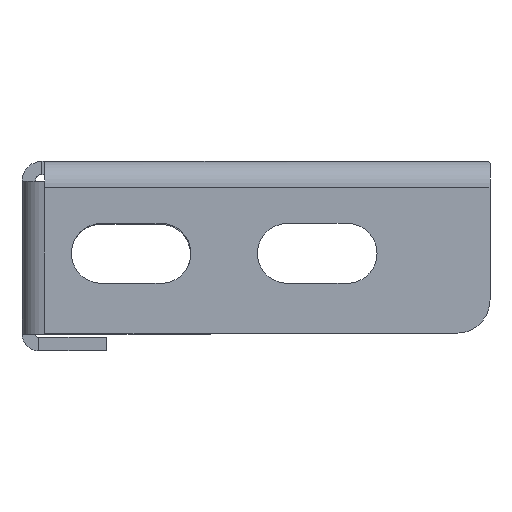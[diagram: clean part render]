
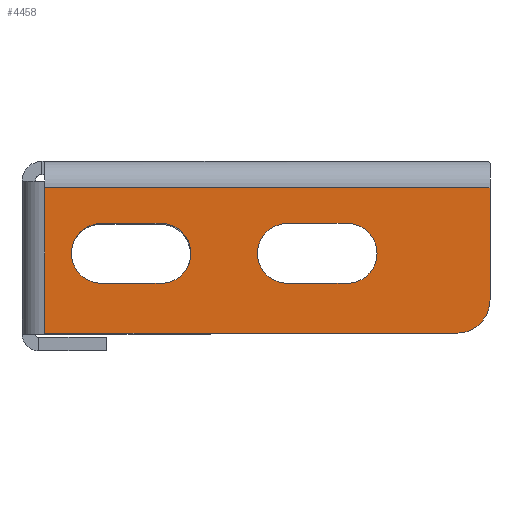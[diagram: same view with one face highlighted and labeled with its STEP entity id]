
A CAD part, left-side view. The second image highlights one B-rep face of the part: STEP entity #4458.
In plain terms, the highlighted planar face has unit normal (-1, 0, 0).
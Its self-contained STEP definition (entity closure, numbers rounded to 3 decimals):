
#1516=DIRECTION('',(0.,1.,0.));
#1517=VECTOR('',#1516,67.);
#1518=CARTESIAN_POINT('',(22.,0.,-2.));
#1519=LINE('',#1518,#1517);
#1535=DIRECTION('',(0.,0.,1.));
#1536=VECTOR('',#1535,16.858);
#1537=CARTESIAN_POINT('',(22.,0.,-18.858));
#1538=LINE('',#1537,#1536);
#1539=CARTESIAN_POINT('',(22.,5.,-18.858));
#1540=DIRECTION('',(-1.,0.,0.));
#1541=DIRECTION('',(0.,0.,-1.));
#1542=AXIS2_PLACEMENT_3D('',#1539,#1540,#1541);
#1544=DIRECTION('',(0.,-1.,0.));
#1545=VECTOR('',#1544,62.);
#1546=CARTESIAN_POINT('',(22.,67.,-23.858));
#1547=LINE('',#1546,#1545);
#1548=DIRECTION('',(0.,0.,-1.));
#1549=VECTOR('',#1548,21.858);
#1550=CARTESIAN_POINT('',(22.,67.,-2.));
#1551=LINE('',#1550,#1549);
#1552=DIRECTION('',(0.,1.,0.));
#1553=VECTOR('',#1552,9.);
#1554=CARTESIAN_POINT('',(22.,49.5,-16.358));
#1555=LINE('',#1554,#1553);
#1556=CARTESIAN_POINT('',(22.,49.5,-11.858));
#1557=DIRECTION('',(1.,0.,0.));
#1558=DIRECTION('',(0.,0.,1.));
#1559=AXIS2_PLACEMENT_3D('',#1556,#1557,#1558);
#1561=DIRECTION('',(0.,-1.,0.));
#1562=VECTOR('',#1561,9.);
#1563=CARTESIAN_POINT('',(22.,58.5,-7.358));
#1564=LINE('',#1563,#1562);
#1565=CARTESIAN_POINT('',(22.,58.5,-11.858));
#1566=DIRECTION('',(1.,0.,0.));
#1567=DIRECTION('',(0.,0.,-1.));
#1568=AXIS2_PLACEMENT_3D('',#1565,#1566,#1567);
#1570=DIRECTION('',(0.,1.,0.));
#1571=VECTOR('',#1570,9.);
#1572=CARTESIAN_POINT('',(22.,21.5,-16.358));
#1573=LINE('',#1572,#1571);
#1574=CARTESIAN_POINT('',(22.,21.5,-11.858));
#1575=DIRECTION('',(1.,0.,0.));
#1576=DIRECTION('',(0.,0.,1.));
#1577=AXIS2_PLACEMENT_3D('',#1574,#1575,#1576);
#1579=DIRECTION('',(0.,-1.,0.));
#1580=VECTOR('',#1579,9.);
#1581=CARTESIAN_POINT('',(22.,30.5,-7.358));
#1582=LINE('',#1581,#1580);
#1583=CARTESIAN_POINT('',(22.,30.5,-11.858));
#1584=DIRECTION('',(1.,0.,0.));
#1585=DIRECTION('',(0.,0.,-1.));
#1586=AXIS2_PLACEMENT_3D('',#1583,#1584,#1585);
#2451=CARTESIAN_POINT('',(22.,67.,-23.858));
#2452=CARTESIAN_POINT('',(22.,5.,-23.858));
#2453=VERTEX_POINT('',#2451);
#2454=VERTEX_POINT('',#2452);
#2455=CARTESIAN_POINT('',(22.,0.,-18.858));
#2456=VERTEX_POINT('',#2455);
#2529=CARTESIAN_POINT('',(22.,49.5,-16.358));
#2530=CARTESIAN_POINT('',(22.,58.5,-16.358));
#2531=VERTEX_POINT('',#2529);
#2532=VERTEX_POINT('',#2530);
#2533=CARTESIAN_POINT('',(22.,58.5,-7.358));
#2534=VERTEX_POINT('',#2533);
#2535=CARTESIAN_POINT('',(22.,49.5,-7.358));
#2536=VERTEX_POINT('',#2535);
#2537=CARTESIAN_POINT('',(22.,21.5,-16.358));
#2538=CARTESIAN_POINT('',(22.,30.5,-16.358));
#2539=VERTEX_POINT('',#2537);
#2540=VERTEX_POINT('',#2538);
#2541=CARTESIAN_POINT('',(22.,30.5,-7.358));
#2542=VERTEX_POINT('',#2541);
#2543=CARTESIAN_POINT('',(22.,21.5,-7.358));
#2544=VERTEX_POINT('',#2543);
#2971=CARTESIAN_POINT('',(22.,0.,-2.));
#2972=VERTEX_POINT('',#2971);
#2975=CARTESIAN_POINT('',(22.,67.,-2.));
#2976=VERTEX_POINT('',#2975);
#4422=CARTESIAN_POINT('',(22.,0.,-23.858));
#4423=DIRECTION('',(-1.,0.,0.));
#4424=DIRECTION('',(0.,0.,1.));
#4425=AXIS2_PLACEMENT_3D('',#4422,#4423,#4424);
#4426=PLANE('',#4425);
#4428=ORIENTED_EDGE('',*,*,#4427,.F.);
#4430=ORIENTED_EDGE('',*,*,#4429,.F.);
#4432=ORIENTED_EDGE('',*,*,#4431,.F.);
#4434=ORIENTED_EDGE('',*,*,#4433,.F.);
#4435=ORIENTED_EDGE('',*,*,#4410,.F.);
#4436=EDGE_LOOP('',(#4428,#4430,#4432,#4434,#4435));
#4437=FACE_OUTER_BOUND('',#4436,.F.);
#4439=ORIENTED_EDGE('',*,*,#4438,.F.);
#4441=ORIENTED_EDGE('',*,*,#4440,.F.);
#4443=ORIENTED_EDGE('',*,*,#4442,.F.);
#4445=ORIENTED_EDGE('',*,*,#4444,.F.);
#4446=EDGE_LOOP('',(#4439,#4441,#4443,#4445));
#4447=FACE_BOUND('',#4446,.F.);
#4449=ORIENTED_EDGE('',*,*,#4448,.F.);
#4451=ORIENTED_EDGE('',*,*,#4450,.F.);
#4453=ORIENTED_EDGE('',*,*,#4452,.F.);
#4455=ORIENTED_EDGE('',*,*,#4454,.F.);
#4456=EDGE_LOOP('',(#4449,#4451,#4453,#4455));
#4457=FACE_BOUND('',#4456,.F.);
#4458=ADVANCED_FACE('',(#4437,#4447,#4457),#4426,.T.);
#1543=CIRCLE('',#1542,5.);
#1560=CIRCLE('',#1559,4.5);
#1569=CIRCLE('',#1568,4.5);
#1578=CIRCLE('',#1577,4.5);
#1587=CIRCLE('',#1586,4.5);
#4410=EDGE_CURVE('',#2972,#2976,#1519,.T.);
#4427=EDGE_CURVE('',#2456,#2972,#1538,.T.);
#4429=EDGE_CURVE('',#2454,#2456,#1543,.T.);
#4431=EDGE_CURVE('',#2453,#2454,#1547,.T.);
#4433=EDGE_CURVE('',#2976,#2453,#1551,.T.);
#4438=EDGE_CURVE('',#2531,#2532,#1555,.T.);
#4440=EDGE_CURVE('',#2536,#2531,#1560,.T.);
#4442=EDGE_CURVE('',#2534,#2536,#1564,.T.);
#4444=EDGE_CURVE('',#2532,#2534,#1569,.T.);
#4448=EDGE_CURVE('',#2539,#2540,#1573,.T.);
#4450=EDGE_CURVE('',#2544,#2539,#1578,.T.);
#4452=EDGE_CURVE('',#2542,#2544,#1582,.T.);
#4454=EDGE_CURVE('',#2540,#2542,#1587,.T.);
